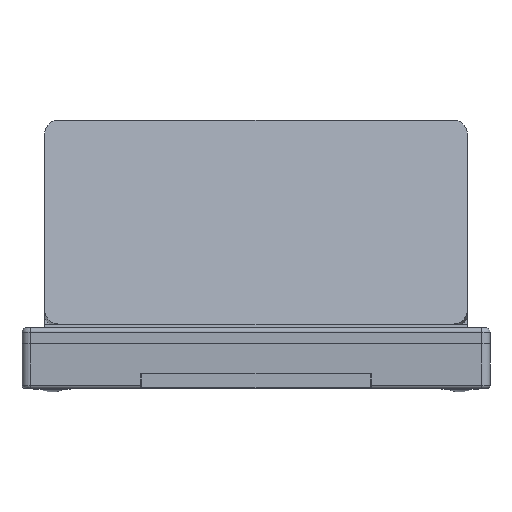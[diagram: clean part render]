
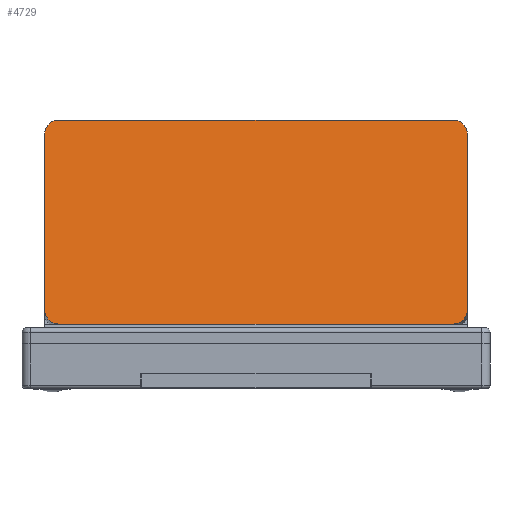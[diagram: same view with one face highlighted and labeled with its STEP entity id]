
A CAD part, front view. The second image highlights one B-rep face of the part: STEP entity #4729.
In plain terms, the highlighted face is planar.
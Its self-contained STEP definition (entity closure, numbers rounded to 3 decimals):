
#151=CIRCLE('',#5109,5.);
#153=CIRCLE('',#5113,5.);
#155=CIRCLE('',#5117,5.);
#157=CIRCLE('',#5121,5.);
#453=FACE_OUTER_BOUND('',#736,.T.);
#736=EDGE_LOOP('',(#3196,#3197,#3198,#3199,#3200,#3201,#3202,#3203));
#1056=LINE('',#7109,#1540);
#1060=LINE('',#7121,#1544);
#1064=LINE('',#7133,#1548);
#1068=LINE('',#7145,#1552);
#1540=VECTOR('',#5616,10.);
#1544=VECTOR('',#5628,10.);
#1548=VECTOR('',#5640,10.);
#1552=VECTOR('',#5652,10.);
#2024=VERTEX_POINT('',#7106);
#2025=VERTEX_POINT('',#7108);
#2027=VERTEX_POINT('',#7114);
#2029=VERTEX_POINT('',#7120);
#2031=VERTEX_POINT('',#7126);
#2033=VERTEX_POINT('',#7132);
#2035=VERTEX_POINT('',#7138);
#2037=VERTEX_POINT('',#7144);
#2477=EDGE_CURVE('',#2025,#2024,#1056,.T.);
#2480=EDGE_CURVE('',#2027,#2025,#151,.T.);
#2483=EDGE_CURVE('',#2029,#2027,#1060,.T.);
#2486=EDGE_CURVE('',#2031,#2029,#153,.T.);
#2489=EDGE_CURVE('',#2033,#2031,#1064,.T.);
#2492=EDGE_CURVE('',#2035,#2033,#155,.T.);
#2495=EDGE_CURVE('',#2037,#2035,#1068,.T.);
#2498=EDGE_CURVE('',#2024,#2037,#157,.T.);
#3196=ORIENTED_EDGE('',*,*,#2498,.T.);
#3197=ORIENTED_EDGE('',*,*,#2495,.T.);
#3198=ORIENTED_EDGE('',*,*,#2492,.T.);
#3199=ORIENTED_EDGE('',*,*,#2489,.T.);
#3200=ORIENTED_EDGE('',*,*,#2486,.T.);
#3201=ORIENTED_EDGE('',*,*,#2483,.T.);
#3202=ORIENTED_EDGE('',*,*,#2480,.T.);
#3203=ORIENTED_EDGE('',*,*,#2477,.T.);
#4546=PLANE('',#5122);
#4729=ADVANCED_FACE('',(#453),#4546,.T.);
#5109=AXIS2_PLACEMENT_3D('',#7115,#5622,#5623);
#5113=AXIS2_PLACEMENT_3D('',#7127,#5634,#5635);
#5117=AXIS2_PLACEMENT_3D('',#7139,#5646,#5647);
#5121=AXIS2_PLACEMENT_3D('',#7149,#5658,#5659);
#5122=AXIS2_PLACEMENT_3D('',#7150,#5660,#5661);
#5616=DIRECTION('',(-1.,0.,0.));
#5622=DIRECTION('center_axis',(0.,0.,1.));
#5623=DIRECTION('ref_axis',(1.,0.,0.));
#5628=DIRECTION('',(0.,1.,0.));
#5634=DIRECTION('center_axis',(0.,0.,1.));
#5635=DIRECTION('ref_axis',(0.,-1.,0.));
#5640=DIRECTION('',(1.,0.,0.));
#5646=DIRECTION('center_axis',(0.,0.,1.));
#5647=DIRECTION('ref_axis',(-1.,0.,0.));
#5652=DIRECTION('',(0.,-1.,0.));
#5658=DIRECTION('center_axis',(0.,0.,1.));
#5659=DIRECTION('ref_axis',(0.,1.,0.));
#5660=DIRECTION('center_axis',(0.,0.,1.));
#5661=DIRECTION('ref_axis',(1.,0.,0.));
#7106=CARTESIAN_POINT('',(-68.5,36.,7.65));
#7108=CARTESIAN_POINT('',(68.5,36.,7.65));
#7109=CARTESIAN_POINT('',(-68.5,36.,7.65));
#7114=CARTESIAN_POINT('',(73.5,31.,7.65));
#7115=CARTESIAN_POINT('Origin',(68.5,31.,7.65));
#7120=CARTESIAN_POINT('',(73.5,-31.,7.65));
#7121=CARTESIAN_POINT('',(73.5,31.,7.65));
#7126=CARTESIAN_POINT('',(68.5,-36.,7.65));
#7127=CARTESIAN_POINT('Origin',(68.5,-31.,7.65));
#7132=CARTESIAN_POINT('',(-68.5,-36.,7.65));
#7133=CARTESIAN_POINT('',(68.5,-36.,7.65));
#7138=CARTESIAN_POINT('',(-73.5,-31.,7.65));
#7139=CARTESIAN_POINT('Origin',(-68.5,-31.,7.65));
#7144=CARTESIAN_POINT('',(-73.5,31.,7.65));
#7145=CARTESIAN_POINT('',(-73.5,-31.,7.65));
#7149=CARTESIAN_POINT('Origin',(-68.5,31.,7.65));
#7150=CARTESIAN_POINT('Origin',(0.,0.,
7.65));
